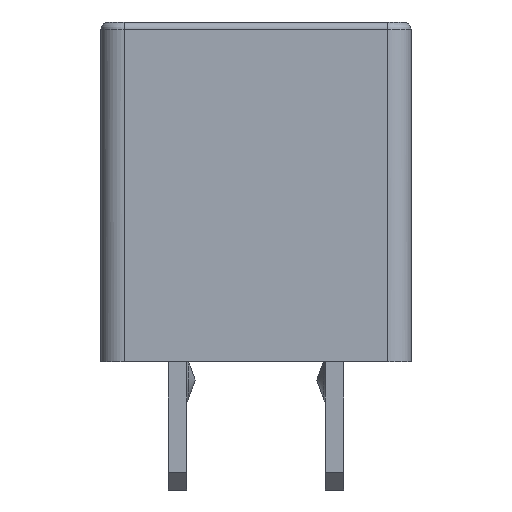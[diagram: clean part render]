
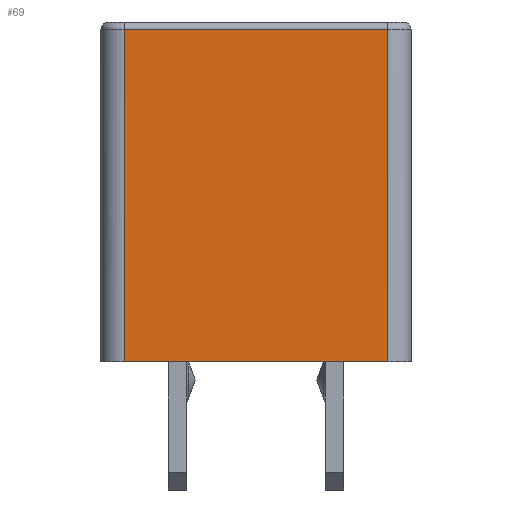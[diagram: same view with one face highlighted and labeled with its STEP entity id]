
A CAD part, left-side view. The second image highlights one B-rep face of the part: STEP entity #69.
In plain terms, the highlighted planar face has unit normal (-1, 0, 0).
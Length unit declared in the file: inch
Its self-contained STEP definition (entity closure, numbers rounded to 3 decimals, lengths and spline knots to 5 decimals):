
#69=ADVANCED_FACE('',(#332),#3947,.T.);
#332=FACE_OUTER_BOUND('',#595,.T.);
#595=EDGE_LOOP('',(#953,#954,#955,#956));
#953=ORIENTED_EDGE('',*,*,#2252,.F.);
#954=ORIENTED_EDGE('',*,*,#2248,.F.);
#955=ORIENTED_EDGE('',*,*,#2253,.F.);
#956=ORIENTED_EDGE('',*,*,#2251,.F.);
#2248=EDGE_CURVE('',#3547,#3548,#3008,.T.);
#2251=EDGE_CURVE('',#3549,#3550,#3009,.T.);
#2252=EDGE_CURVE('',#3548,#3549,#3010,.T.);
#2253=EDGE_CURVE('',#3550,#3547,#3011,.T.);
#3008=B_SPLINE_CURVE_WITH_KNOTS('',1,(#5318,#5319),.UNSPECIFIED.,.F.,.F.,
(2,2),(0.,0.284),.UNSPECIFIED.);
#3009=B_SPLINE_CURVE_WITH_KNOTS('',1,(#5326,#5327),.UNSPECIFIED.,.F.,.F.,
(2,2),(-0.284,0.),.UNSPECIFIED.);
#3010=B_SPLINE_CURVE_WITH_KNOTS('',1,(#5328,#5329),.UNSPECIFIED.,.F.,.F.,
(2,2),(-0.225,0.),.UNSPECIFIED.);
#3011=B_SPLINE_CURVE_WITH_KNOTS('',1,(#5330,#5331),.UNSPECIFIED.,.F.,.F.,
(2,2),(-0.225,0.),.UNSPECIFIED.);
#3547=VERTEX_POINT('',#5112);
#3548=VERTEX_POINT('',#5113);
#3549=VERTEX_POINT('',#5114);
#3550=VERTEX_POINT('',#5115);
#3947=PLANE('',#4179);
#4179=AXIS2_PLACEMENT_3D('',#4671,#4425,$);
#4425=DIRECTION('',(-1.,0.,0.));
#4671=CARTESIAN_POINT('',(-0.39,-0.73512,-0.62852));
#5112=CARTESIAN_POINT('',(-0.39,0.1125,0.));
#5113=CARTESIAN_POINT('',(-0.39,0.1125,0.284));
#5114=CARTESIAN_POINT('',(-0.39,-0.1125,0.284));
#5115=CARTESIAN_POINT('',(-0.39,-0.1125,0.));
#5318=CARTESIAN_POINT('',(-0.39,0.1125,0.));
#5319=CARTESIAN_POINT('',(-0.39,0.1125,0.284));
#5326=CARTESIAN_POINT('',(-0.39,-0.1125,0.284));
#5327=CARTESIAN_POINT('',(-0.39,-0.1125,0.));
#5328=CARTESIAN_POINT('',(-0.39,0.1125,0.284));
#5329=CARTESIAN_POINT('',(-0.39,-0.1125,0.284));
#5330=CARTESIAN_POINT('',(-0.39,-0.1125,0.));
#5331=CARTESIAN_POINT('',(-0.39,0.1125,0.));
